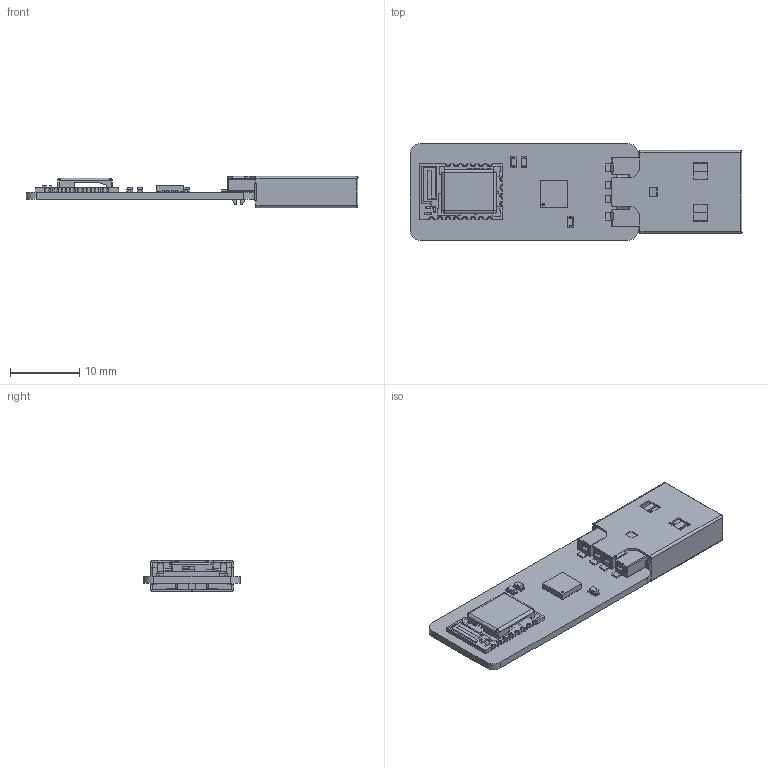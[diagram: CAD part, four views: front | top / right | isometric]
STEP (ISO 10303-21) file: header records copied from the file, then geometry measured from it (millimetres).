
FILE_DESCRIPTION(('Open CASCADE Model'),'2;1');
FILE_NAME('Open CASCADE Shape Model','2024-07-23T19:48:32',('Author'),( 'Open CASCADE'),'Open CASCADE STEP processor 7.5','Open CASCADE 7.5' ,'Unknown');
FILE_SCHEMA(('AUTOMOTIVE_DESIGN { 1 0 10303 214 1 1 1 1 }'));
Length unit declared in the file: millimetre
Products named in the file (35): PCB; Board; Open CASCADE STEP translator 7.5 1.1.1; U1; QFN16 4x4; J1; 629004113921; 629004113921_Shielding; 629004113921_Pin2; 629004113921_Pin1; 629004113921_Insulator; D1; 150060xxx_RGB65280; housing; cover; base; Polarity Mark; D2; 150060xxx_RGB255; U2; 2611011024001; cap; C13; 6098646400; Extruded_3; C12; L7; 6098646784; Extruded_5; D3
Assembly tree (40 placements, depth 6):
  PCB
    Board
      Open CASCADE STEP translator 7.5 1.1.1
    U1
      QFN16 4x4
    J1
      629004113921
        629004113921_Shielding
        629004113921_Pin2  x2
        629004113921_Pin1  x2
        629004113921_Insulator
    D1
      150060xxx_RGB65280
        housing
        cover
        base  x2
        Polarity Mark
    D2
      150060xxx_RGB255
        housing
        cover
        base  x2
        Polarity Mark
    U2
      2611011024001
        Board
        cap
        C13
          6098646400
            Extruded_3
        C12
          6098646400
            Extruded_3
        L7
          6098646784
            Extruded_5
    D3
      150060xxx_RGB65280
        housing
        cover
        base  x2
        Polarity Mark
Bounding box: 48 x 14 x 4.5 mm (x, y, z)
Volume: 1192.6 mm3; surface area: 3455.1 mm2
Topology: 28 solids, 28 shells, 1669 faces, 4246 edges, 2758 vertices
Faces by surface type: plane 1315, cylinder 336, sphere 16, cone 2
Full cylindrical faces by diameter (mm): 0.12 x80, 1.9 x2
Entity records: 54657 total; most frequent: CARTESIAN_POINT 8035, ORIENTED_EDGE 7576, DIRECTION 7360, EDGE_CURVE 3788, LINE 3094, VECTOR 3094, VERTEX_POINT 2474, AXIS2_PLACEMENT_3D 2133
